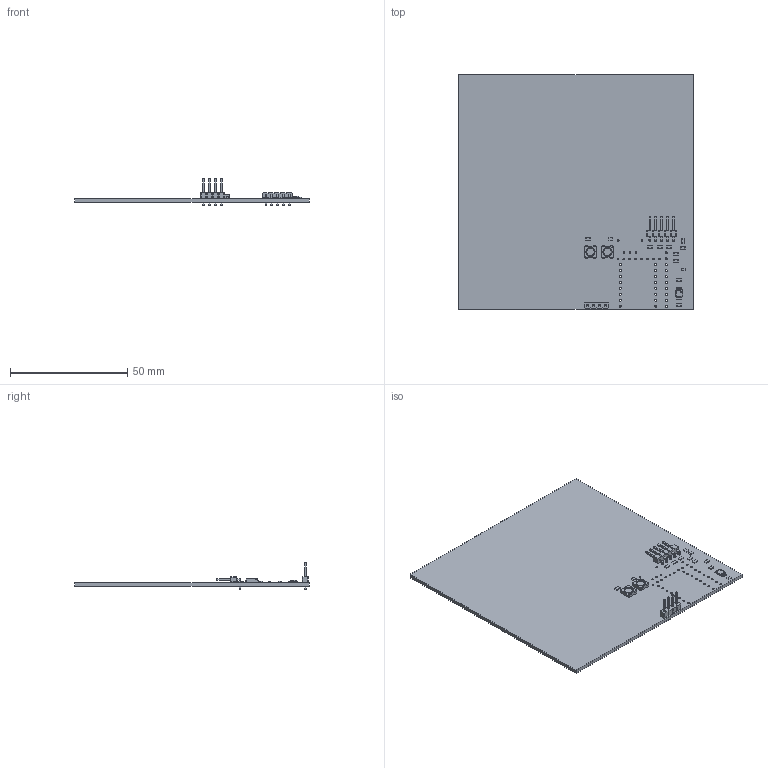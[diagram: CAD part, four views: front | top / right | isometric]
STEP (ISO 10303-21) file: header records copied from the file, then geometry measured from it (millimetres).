
FILE_DESCRIPTION(('KiCad electronic assembly'),'2;1');
FILE_NAME('midi_arm.step','2024-07-11T21:58:00',('Pcbnew'),('Kicad'), 'Open CASCADE STEP processor 7.7','KiCad to STEP converter','Unknown' );
FILE_SCHEMA(('AUTOMOTIVE_DESIGN { 1 0 10303 214 1 1 1 1 }'));
Length unit declared in the file: millimetre
Products named in the file (12): midi_arm 1; R_0805_2012Metric; MSOP-8_3x3mm_P0.65mm; MSOP_8_3x3mm_P065mm; PinHeader_1x04_P2.54mm_Vertical; PinHeader_1x04_P254mm_Vertical; LED_WS2812B_PLCC4_5.0x5.0mm_P3.2mm; LED_WS2812B_PLCC4_50x50mm_P32mm; PinHeader_1x05_P2.54mm_Horizontal; PinHeader_1x05_P254mm_Horizontal; midi_arm_PCB
Assembly tree (23 placements, depth 3):
  midi_arm 1
    R_0805_2012Metric  x12
      R_0805_2012Metric
    MSOP-8_3x3mm_P0.65mm
      MSOP_8_3x3mm_P065mm
    PinHeader_1x04_P2.54mm_Vertical
      PinHeader_1x04_P254mm_Vertical
    LED_WS2812B_PLCC4_5.0x5.0mm_P3.2mm  x2
      LED_WS2812B_PLCC4_50x50mm_P32mm
    PinHeader_1x05_P2.54mm_Horizontal
      PinHeader_1x05_P254mm_Horizontal
    midi_arm_PCB
Bounding box: 100 x 100 x 11.54 mm (x, y, z)
Volume: 16228.8 mm3; surface area: 21593.7 mm2
Topology: 18 solids, 18 shells, 897 faces, 2356 edges, 1508 vertices
Faces by surface type: plane 637, cylinder 226, bspline 32, cone 2
Full cylindrical faces by diameter (mm): 0.5 x1, 0.762 x13, 0.8 x26, 1 x9, 3.333 x2
Entity records: 20182 total; most frequent: CARTESIAN_POINT 2994, ORIENTED_EDGE 2814, DIRECTION 2673, EDGE_CURVE 1407, LINE 1147, VECTOR 1147, VERTEX_POINT 892, AXIS2_PLACEMENT_3D 763
